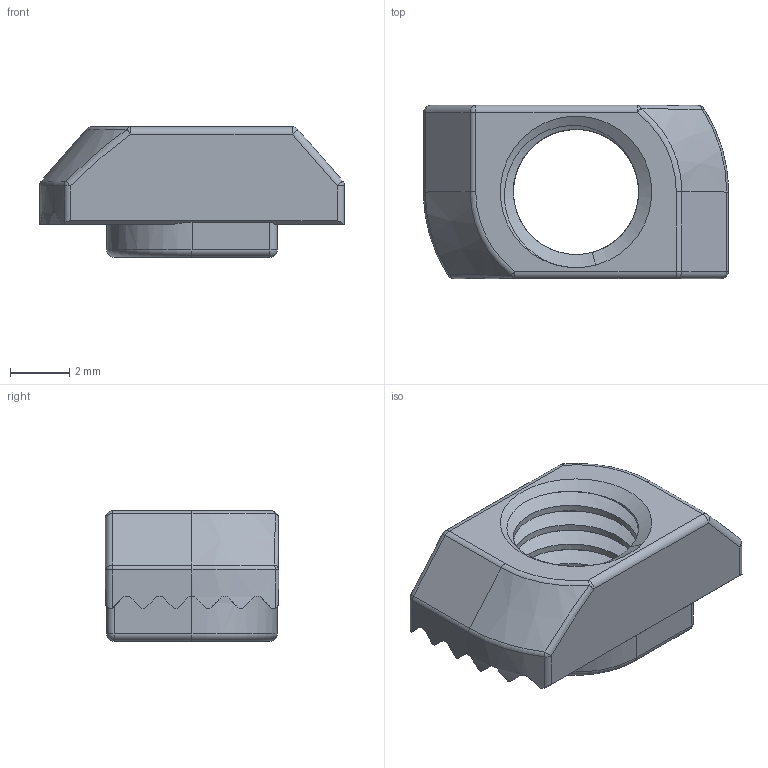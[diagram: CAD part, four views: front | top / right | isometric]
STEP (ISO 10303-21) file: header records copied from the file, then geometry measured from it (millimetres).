
FILE_DESCRIPTION(/* description */ (''),/* implementation_level */ '2;1');
FILE_NAME(/* name */ 'M4 T slot nut - 2020 Creality v1.step',/* time_stamp */ '2023-01-15T18:39:26+01:00',/* author */ (''),/* organization */ (''),/* preprocessor_version */ 'ST-DEVELOPER v19.2',/* originating_system */ 'Autodesk Translation Framework v11.17.0.187',/* authorisation */ '');
FILE_SCHEMA (('AUTOMOTIVE_DESIGN { 1 0 10303 214 3 1 1 }'));
Length unit declared in the file: millimetre
Products named in the file (1): M4 T slot nut - 2020 Creality
Bounding box: 10.3 x 5.85 x 4.4 mm (x, y, z)
Volume: 126 mm3; surface area: 290.4 mm2
Topology: 1 solids, 1 shells, 115 faces, 295 edges, 182 vertices
Faces by surface type: plane 56, cylinder 35, sphere 10, torus 6, cone 4, bspline 4
Full cylindrical faces by diameter (mm): 4.234 x2, 5.12 x1
Entity records: 4413 total; most frequent: CARTESIAN_POINT 1573, DIRECTION 599, ORIENTED_EDGE 590, EDGE_CURVE 295, AXIS2_PLACEMENT_3D 228, VERTEX_POINT 182, LINE 143, VECTOR 143
